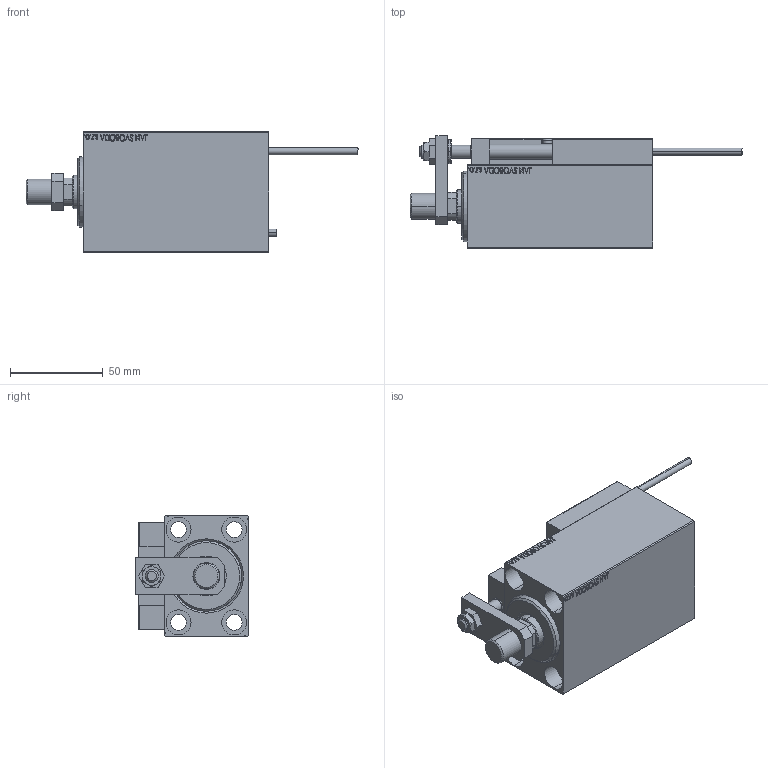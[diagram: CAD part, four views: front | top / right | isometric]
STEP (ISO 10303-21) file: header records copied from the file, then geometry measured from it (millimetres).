
FILE_DESCRIPTION (( 'STEP AP203' ), '1' );
FILE_NAME ('c8ff.STEP', '2021-03-19T09:37:54', ( '' ), ( '' ), 'SwSTEP 2.0', 'SolidWorks 2019', '' );
FILE_SCHEMA (( 'CONFIG_CONTROL_DESIGN' ));
Length unit declared in the file: millimetre
Products named in the file (17): c8ff; ZARAZKA 30cb0beb24122def9df0d0dc0000cb55; V450CM_C 30cb0beb24122def9df0d0dc0000cb55; ALLEN BOLT D5 30cb0beb24122def9df0d0dc0000cb55; V450CM_MALE_METRIC 30cb0beb24122def9df0d0dc0000cb55; ALLEN BOLT D8 30cb0beb24122def9df0d0dc0000cb55; TYC_L79 30cb0beb24122def9df0d0dc0000cb55; SWITCH X 30cb0beb24122def9df0d0dc0000cb55; NUT_D12 30cb0beb24122def9df0d0dc0000cb55; Block 30cb0beb24122def9df0d0dc0000cb55; MAGNET 30cb0beb24122def9df0d0dc0000cb55; SWITCH_X_FRONT_BACK 30cb0beb24122def9df0d0dc0000cb55; NUT_D10 30cb0beb24122def9df0d0dc0000cb55; V450CM_VC_B 30cb0beb24122def9df0d0dc0000cb55; V450CM_C_VCP 30cb0beb24122def9df0d0dc0000cb55; KONCOVKA 30cb0beb24122def9df0d0dc0000cb55; SWITCH DIM B,W 30cb0beb24122def9df0d0dc0000cb55
Assembly tree (26 placements, depth 3):
  c8ff
    V450CM_C 30cb0beb24122def9df0d0dc0000cb55
    SWITCH X 30cb0beb24122def9df0d0dc0000cb55
      SWITCH_X_FRONT_BACK 30cb0beb24122def9df0d0dc0000cb55  x2
      TYC_L79 30cb0beb24122def9df0d0dc0000cb55
      Block 30cb0beb24122def9df0d0dc0000cb55  x2
      ALLEN BOLT D5 30cb0beb24122def9df0d0dc0000cb55  x4
      ALLEN BOLT D8 30cb0beb24122def9df0d0dc0000cb55  x4
      MAGNET 30cb0beb24122def9df0d0dc0000cb55  x2
      KONCOVKA 30cb0beb24122def9df0d0dc0000cb55  x2
    NUT_D12 30cb0beb24122def9df0d0dc0000cb55
    SWITCH DIM B,W 30cb0beb24122def9df0d0dc0000cb55
    ZARAZKA 30cb0beb24122def9df0d0dc0000cb55
    NUT_D10 30cb0beb24122def9df0d0dc0000cb55
    V450CM_C_VCP 30cb0beb24122def9df0d0dc0000cb55
    V450CM_VC_B 30cb0beb24122def9df0d0dc0000cb55
    V450CM_MALE_METRIC 30cb0beb24122def9df0d0dc0000cb55
Bounding box: 179 x 60.5 x 65 mm (x, y, z)
Volume: 301571.7 mm3; surface area: 86748.9 mm2
Topology: 25 solids, 25 shells, 1313 faces, 3137 edges, 2004 vertices
Faces by surface type: plane 572, bspline 380, cylinder 196, cone 115, torus 46, sphere 4
Entity records: 51417 total; most frequent: CARTESIAN_POINT 26249, ORIENTED_EDGE 5294, DIRECTION 3608, EDGE_CURVE 2647, VERTEX_POINT 1728, LINE 1510, VECTOR 1510, EDGE_LOOP 1227
